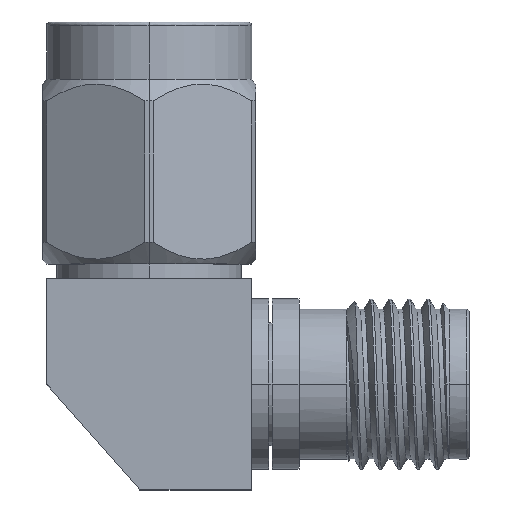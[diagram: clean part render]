
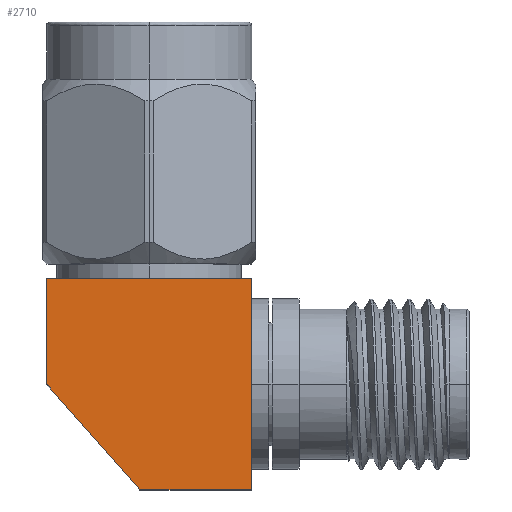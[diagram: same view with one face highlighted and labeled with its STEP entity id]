
A CAD part, top view. The second image highlights one B-rep face of the part: STEP entity #2710.
In plain terms, the highlighted planar face has unit normal (0, 0, 1).
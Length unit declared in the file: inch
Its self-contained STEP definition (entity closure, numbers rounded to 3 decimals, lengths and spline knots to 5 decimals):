
#135 = CARTESIAN_POINT ( 'NONE',  ( 0., 0.155, 0.155 ) ) ;
#265 = DIRECTION ( 'NONE',  ( 0., 1., 0. ) ) ;
#289 = EDGE_CURVE ( 'NONE', #778, #3047, #1034, .T. ) ;
#318 = EDGE_LOOP ( 'NONE', ( #1892, #1652, #2920, #4703, #1414 ) ) ;
#610 = CARTESIAN_POINT ( 'NONE',  ( 0.15042, 0.155, 0.155 ) ) ;
#629 = DIRECTION ( 'NONE',  ( 1., 0., 0. ) ) ;
#778 = VERTEX_POINT ( 'NONE', #1276 ) ;
#848 = VERTEX_POINT ( 'NONE', #3566 ) ;
#880 = LINE ( 'NONE', #135, #2497 ) ;
#1034 = LINE ( 'NONE', #2584, #3888 ) ;
#1061 = VECTOR ( 'NONE', #2581, 39.37008 ) ;
#1100 = VECTOR ( 'NONE', #3304, 39.37008 ) ;
#1276 = CARTESIAN_POINT ( 'NONE',  ( -0.15042, 0., 0.155 ) ) ;
#1414 = ORIENTED_EDGE ( 'NONE', *, *, #5057, .T. ) ;
#1572 = CARTESIAN_POINT ( 'NONE',  ( 0.15042, 0., 0.155 ) ) ;
#1652 = ORIENTED_EDGE ( 'NONE', *, *, #2833, .T. ) ;
#1892 = ORIENTED_EDGE ( 'NONE', *, *, #289, .T. ) ;
#2497 = VECTOR ( 'NONE', #2903, 39.37008 ) ;
#2560 = LINE ( 'NONE', #5076, #1100 ) ;
#2581 = DIRECTION ( 'NONE',  ( 1., 0., 0. ) ) ;
#2584 = CARTESIAN_POINT ( 'NONE',  ( -0.15042, 0., 0.155 ) ) ;
#2710 = ADVANCED_FACE ( 'NONE', ( #2733 ), #2963, .T. ) ;
#2733 = FACE_OUTER_BOUND ( 'NONE', #318, .T. ) ;
#2833 = EDGE_CURVE ( 'NONE', #3047, #848, #5829, .T. ) ;
#2903 = DIRECTION ( 'NONE',  ( -1., 0., 0. ) ) ;
#2920 = ORIENTED_EDGE ( 'NONE', *, *, #5166, .T. ) ;
#2963 = PLANE ( 'NONE',  #5576 ) ;
#3047 = VERTEX_POINT ( 'NONE', #3196 ) ;
#3196 = CARTESIAN_POINT ( 'NONE',  ( -0.01361, -0.155, 0.155 ) ) ;
#3304 = DIRECTION ( 'NONE',  ( 0., -1., 0. ) ) ;
#3306 = CARTESIAN_POINT ( 'NONE',  ( 0., 0., 0.155 ) ) ;
#3566 = CARTESIAN_POINT ( 'NONE',  ( 0.15042, -0.155, 0.155 ) ) ;
#3762 = DIRECTION ( 'NONE',  ( 0., 0., 1. ) ) ;
#3888 = VECTOR ( 'NONE', #4373, 39.37008 ) ;
#4037 = VERTEX_POINT ( 'NONE', #4836 ) ;
#4249 = LINE ( 'NONE', #1572, #5719 ) ;
#4373 = DIRECTION ( 'NONE',  ( 0.662, -0.75, 0. ) ) ;
#4703 = ORIENTED_EDGE ( 'NONE', *, *, #5147, .T. ) ;
#4836 = CARTESIAN_POINT ( 'NONE',  ( -0.15042, 0.155, 0.155 ) ) ;
#5057 = EDGE_CURVE ( 'NONE', #4037, #778, #2560, .T. ) ;
#5076 = CARTESIAN_POINT ( 'NONE',  ( -0.15042, 0., 0.155 ) ) ;
#5147 = EDGE_CURVE ( 'NONE', #5155, #4037, #880, .T. ) ;
#5155 = VERTEX_POINT ( 'NONE', #610 ) ;
#5166 = EDGE_CURVE ( 'NONE', #848, #5155, #4249, .T. ) ;
#5576 = AXIS2_PLACEMENT_3D ( 'NONE', #3306, #3762, #629 ) ;
#5660 = CARTESIAN_POINT ( 'NONE',  ( 0., -0.155, 0.155 ) ) ;
#5719 = VECTOR ( 'NONE', #265, 39.37008 ) ;
#5829 = LINE ( 'NONE', #5660, #1061 ) ;
